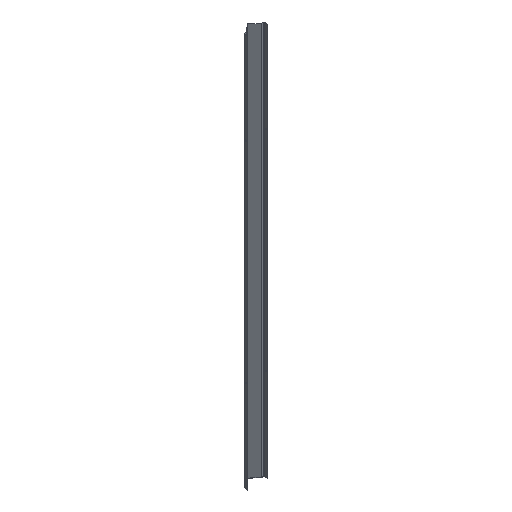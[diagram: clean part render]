
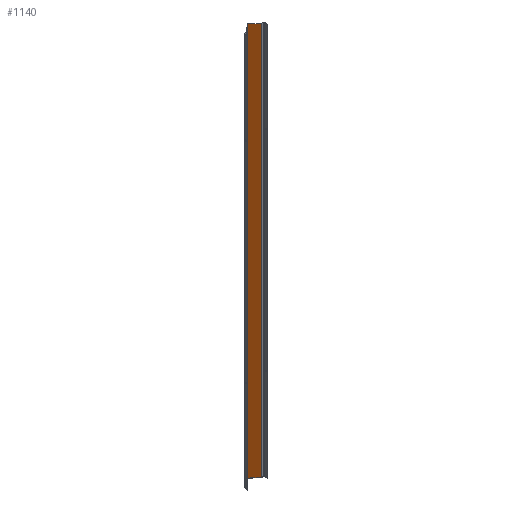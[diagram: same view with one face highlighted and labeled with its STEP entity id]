
A CAD part, isometric view. The second image highlights one B-rep face of the part: STEP entity #1140.
In plain terms, the highlighted planar face has unit normal (-0.668, -0.744, 0).
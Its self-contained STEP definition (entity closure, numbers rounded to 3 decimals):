
#11 = DIRECTION ( 'NONE',  ( -0.744, 0.668, 0. ) ) ;
#14 = DIRECTION ( 'NONE',  ( 0.668, 0.744, 0. ) ) ;
#61 = ORIENTED_EDGE ( 'NONE', *, *, #496, .F. ) ;
#63 = CARTESIAN_POINT ( 'NONE',  ( 55.832, 29.256, 1500. ) ) ;
#69 = LINE ( 'NONE', #1504, #1468 ) ;
#86 = EDGE_CURVE ( 'NONE', #688, #1315, #1129, .T. ) ;
#98 = CARTESIAN_POINT ( 'NONE',  ( 55.547, 29.511, 1500. ) ) ;
#202 = ORIENTED_EDGE ( 'NONE', *, *, #86, .T. ) ;
#226 = DIRECTION ( 'NONE',  ( 0., 0., -1. ) ) ;
#256 = PLANE ( 'NONE',  #567 ) ;
#496 = EDGE_CURVE ( 'NONE', #1496, #1315, #591, .T. ) ;
#520 = FACE_OUTER_BOUND ( 'NONE', #1480, .T. ) ;
#522 = EDGE_CURVE ( 'NONE', #633, #1496, #69, .T. ) ;
#564 = EDGE_CURVE ( 'NONE', #633, #688, #1044, .T. ) ;
#567 = AXIS2_PLACEMENT_3D ( 'NONE', #63, #14, #11 ) ;
#591 = LINE ( 'NONE', #98, #1747 ) ;
#633 = VERTEX_POINT ( 'NONE', #1679 ) ;
#641 = VECTOR ( 'NONE', #933, 1000. ) ;
#688 = VERTEX_POINT ( 'NONE', #999 ) ;
#807 = VECTOR ( 'NONE', #1497, 1000. ) ;
#933 = DIRECTION ( 'NONE',  ( 0.744, -0.668, 0. ) ) ;
#999 = CARTESIAN_POINT ( 'NONE',  ( 0.668, 78.744, -1500. ) ) ;
#1044 = LINE ( 'NONE', #1722, #807 ) ;
#1107 = ORIENTED_EDGE ( 'NONE', *, *, #522, .F. ) ;
#1129 = LINE ( 'NONE', #1510, #641 ) ;
#1140 = ADVANCED_FACE ( 'NONE', ( #520 ), #256, .F. ) ;
#1221 = DIRECTION ( 'NONE',  ( 0.744, -0.668, 0. ) ) ;
#1233 = CARTESIAN_POINT ( 'NONE',  ( 55.547, 29.511, -1500. ) ) ;
#1315 = VERTEX_POINT ( 'NONE', #1233 ) ;
#1342 = ORIENTED_EDGE ( 'NONE', *, *, #564, .T. ) ;
#1468 = VECTOR ( 'NONE', #1221, 1000. ) ;
#1480 = EDGE_LOOP ( 'NONE', ( #202, #61, #1107, #1342 ) ) ;
#1496 = VERTEX_POINT ( 'NONE', #1689 ) ;
#1497 = DIRECTION ( 'NONE',  ( 0., 0., -1. ) ) ;
#1504 = CARTESIAN_POINT ( 'NONE',  ( 55.832, 29.256, 1500. ) ) ;
#1510 = CARTESIAN_POINT ( 'NONE',  ( 55.832, 29.256, -1500. ) ) ;
#1679 = CARTESIAN_POINT ( 'NONE',  ( 0.668, 78.744, 1500. ) ) ;
#1689 = CARTESIAN_POINT ( 'NONE',  ( 55.547, 29.511, 1500. ) ) ;
#1722 = CARTESIAN_POINT ( 'NONE',  ( 0.668, 78.744, 1500. ) ) ;
#1747 = VECTOR ( 'NONE', #226, 1000. ) ;
